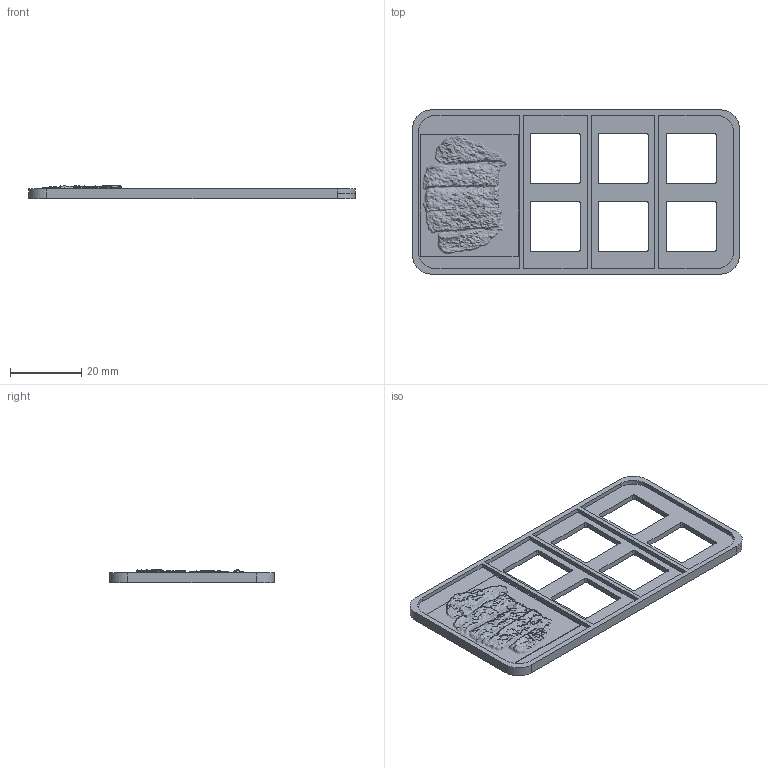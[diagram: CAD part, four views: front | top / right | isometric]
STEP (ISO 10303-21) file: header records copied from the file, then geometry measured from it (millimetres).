
FILE_DESCRIPTION(/* description */ (''),/* implementation_level */ '2;1');
FILE_NAME(/* name */ 'Cover layer v7.step',/* time_stamp */ '2025-06-18T02:31:22-07:00',/* author */ (''),/* organization */ (''),/* preprocessor_version */ 'ST-DEVELOPER v20.1',/* originating_system */ 'Autodesk Translation Framework v14.10.0.0',/* authorisation */ '');
FILE_SCHEMA (('AUTOMOTIVE_DESIGN { 1 0 10303 214 3 1 1 }','AP242_MANAGED_MODEL_BASED_3D_ENGINEERING_MIM_LF { 1 0 10303 442 3 1 4 }'));
Length unit declared in the file: millimetre
Products named in the file (1): Cover layer
Bounding box: 91.5 x 46 x 3.7 mm (x, y, z)
Volume: 5969.4 mm3; surface area: 8122.6 mm2
Topology: 1 solids, 1 shells, 89 faces, 246 edges, 164 vertices
Faces by surface type: plane 54, cylinder 34, bspline 1
Entity records: 31299 total; most frequent: CARTESIAN_POINT 28907, ORIENTED_EDGE 492, DIRECTION 486, EDGE_CURVE 246, LINE 176, VECTOR 176, VERTEX_POINT 164, AXIS2_PLACEMENT_3D 155
